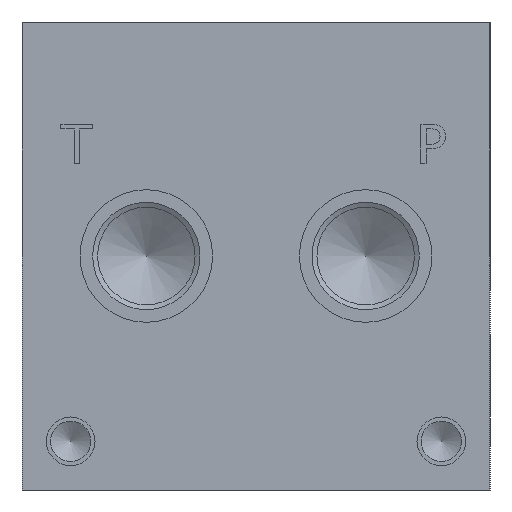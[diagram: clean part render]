
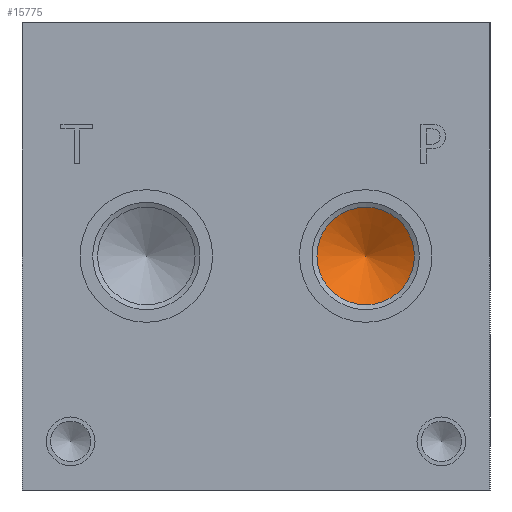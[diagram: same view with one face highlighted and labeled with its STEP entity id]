
A CAD part, left-side view. The second image highlights one B-rep face of the part: STEP entity #15775.
In plain terms, the highlighted conical face has half-angle 60 degrees and reference radius 3.969 mm.
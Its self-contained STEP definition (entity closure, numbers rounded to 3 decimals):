
#157=CONICAL_SURFACE('',#16725,3.969,1.047);
#468=CIRCLE('',#16726,7.938);
#469=CIRCLE('',#16727,7.938);
#1963=FACE_OUTER_BOUND('',#2882,.T.);
#2882=EDGE_LOOP('',(#13742,#13743,#13744,#13745));
#4408=LINE('',#26909,#5890);
#5890=VECTOR('',#20071,3.969);
#7390=VERTEX_POINT('',#26905);
#7391=VERTEX_POINT('',#26906);
#7392=VERTEX_POINT('',#26908);
#9545=EDGE_CURVE('',#7390,#7391,#468,.T.);
#9546=EDGE_CURVE('',#7391,#7392,#4408,.T.);
#9547=EDGE_CURVE('',#7391,#7390,#469,.T.);
#13742=ORIENTED_EDGE('',*,*,#9545,.T.);
#13743=ORIENTED_EDGE('',*,*,#9546,.T.);
#13744=ORIENTED_EDGE('',*,*,#9546,.F.);
#13745=ORIENTED_EDGE('',*,*,#9547,.T.);
#15775=ADVANCED_FACE('',(#1963),#157,.F.);
#16725=AXIS2_PLACEMENT_3D('',#26904,#20067,#20068);
#16726=AXIS2_PLACEMENT_3D('',#26907,#20069,#20070);
#16727=AXIS2_PLACEMENT_3D('',#26910,#20072,#20073);
#20067=DIRECTION('center_axis',(-1.,0.,0.));
#20068=DIRECTION('ref_axis',(0.,1.,0.));
#20069=DIRECTION('center_axis',(-1.,0.,0.));
#20070=DIRECTION('ref_axis',(0.,1.,0.));
#20071=DIRECTION('',(0.5,0.866,0.));
#20072=DIRECTION('center_axis',(-1.,0.,0.));
#20073=DIRECTION('ref_axis',(0.,1.,0.));
#26904=CARTESIAN_POINT('Origin',(34.041,20.244,38.1));
#26905=CARTESIAN_POINT('',(31.75,28.181,38.1));
#26906=CARTESIAN_POINT('',(31.75,12.306,38.1));
#26907=CARTESIAN_POINT('Origin',(31.75,20.244,38.1));
#26908=CARTESIAN_POINT('',(36.333,20.244,38.1));
#26909=CARTESIAN_POINT('',(34.041,16.275,38.1));
#26910=CARTESIAN_POINT('Origin',(31.75,20.244,38.1));
